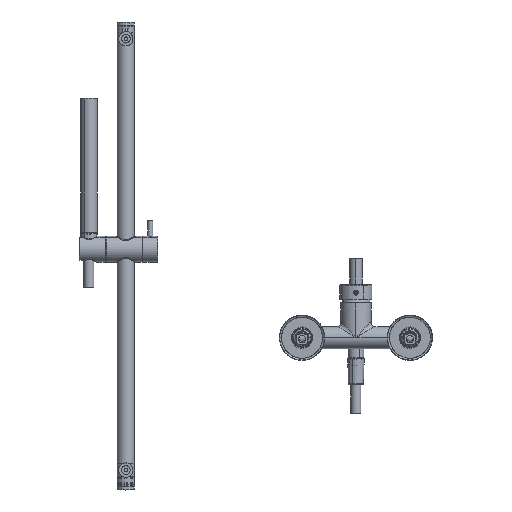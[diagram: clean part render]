
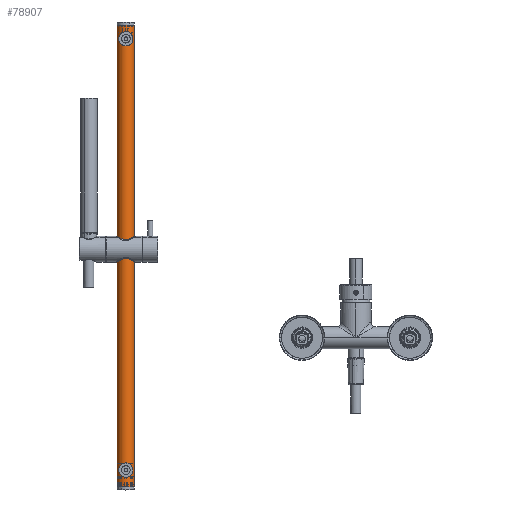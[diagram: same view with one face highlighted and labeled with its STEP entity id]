
A CAD part, front view. The second image highlights one B-rep face of the part: STEP entity #78907.
In plain terms, the highlighted cylindrical face has radius 12 mm (diameter 24 mm), a partial arc.
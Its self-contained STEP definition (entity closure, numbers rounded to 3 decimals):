
#78752=CARTESIAN_POINT('Axis2P3D Location',(-320.092,-7.,274.699)) ;
#78757=CARTESIAN_POINT('Line Origine',(-332.092,-7.,274.699)) ;
#78761=CARTESIAN_POINT('Vertex',(-332.092,-7.,435.199)) ;
#78763=CARTESIAN_POINT('Vertex',(-332.092,-7.,-206.801)) ;
#78766=CARTESIAN_POINT('Axis2P3D Location',(-320.092,-7.,-206.801)) ;
#78770=CARTESIAN_POINT('Vertex',(-308.092,-7.,-206.801)) ;
#78773=CARTESIAN_POINT('Line Origine',(-308.092,-7.,274.699)) ;
#78777=CARTESIAN_POINT('Vertex',(-308.092,-7.,435.199)) ;
#78780=CARTESIAN_POINT('Axis2P3D Location',(-320.092,-7.,435.199)) ;
#78791=CARTESIAN_POINT('Line Origine',(-315.092,-17.909,274.699)) ;
#78795=CARTESIAN_POINT('Vertex',(-315.092,-17.909,-183.551)) ;
#78797=CARTESIAN_POINT('Vertex',(-315.092,-17.909,-188.051)) ;
#78801=CARTESIAN_POINT('Control Point',(-325.092,-17.909,-188.051)) ;
#78802=CARTESIAN_POINT('Control Point',(-325.092,-17.909,-188.815)) ;
#78803=CARTESIAN_POINT('Control Point',(-324.946,-17.976,-189.578)) ;
#78804=CARTESIAN_POINT('Control Point',(-324.655,-18.109,-190.294)) ;
#78805=CARTESIAN_POINT('Control Point',(-323.769,-18.459,-191.676)) ;
#78806=CARTESIAN_POINT('Control Point',(-322.408,-18.814,-192.611)) ;
#78807=CARTESIAN_POINT('Control Point',(-321.566,-18.961,-192.955)) ;
#78808=CARTESIAN_POINT('Control Point',(-319.701,-19.082,-193.248)) ;
#78809=CARTESIAN_POINT('Control Point',(-317.898,-18.853,-192.697)) ;
#78810=CARTESIAN_POINT('Control Point',(-317.07,-18.65,-192.197)) ;
#78811=CARTESIAN_POINT('Control Point',(-315.974,-18.291,-191.136)) ;
#78812=CARTESIAN_POINT('Control Point',(-315.34,-18.023,-189.757)) ;
#78813=CARTESIAN_POINT('Control Point',(-315.175,-17.947,-189.201)) ;
#78814=CARTESIAN_POINT('Control Point',(-315.092,-17.909,-188.626)) ;
#78815=CARTESIAN_POINT('Control Point',(-315.092,-17.909,-188.051)) ;
#78816=CARTESIAN_POINT('Vertex',(-325.092,-17.909,-188.051)) ;
#78819=CARTESIAN_POINT('Line Origine',(-325.092,-17.909,274.699)) ;
#78823=CARTESIAN_POINT('Vertex',(-325.092,-17.909,-183.551)) ;
#78827=CARTESIAN_POINT('Control Point',(-315.092,-17.909,-183.551)) ;
#78828=CARTESIAN_POINT('Control Point',(-315.092,-17.909,-182.787)) ;
#78829=CARTESIAN_POINT('Control Point',(-315.238,-17.976,-182.024)) ;
#78830=CARTESIAN_POINT('Control Point',(-315.529,-18.109,-181.308)) ;
#78831=CARTESIAN_POINT('Control Point',(-316.415,-18.459,-179.926)) ;
#78832=CARTESIAN_POINT('Control Point',(-317.775,-18.814,-178.99)) ;
#78833=CARTESIAN_POINT('Control Point',(-318.617,-18.961,-178.646)) ;
#78834=CARTESIAN_POINT('Control Point',(-320.483,-19.082,-178.354)) ;
#78835=CARTESIAN_POINT('Control Point',(-322.286,-18.853,-178.905)) ;
#78836=CARTESIAN_POINT('Control Point',(-323.114,-18.65,-179.405)) ;
#78837=CARTESIAN_POINT('Control Point',(-324.209,-18.291,-180.466)) ;
#78838=CARTESIAN_POINT('Control Point',(-324.844,-18.023,-181.845)) ;
#78839=CARTESIAN_POINT('Control Point',(-325.009,-17.947,-182.401)) ;
#78840=CARTESIAN_POINT('Control Point',(-325.092,-17.909,-182.976)) ;
#78841=CARTESIAN_POINT('Control Point',(-325.092,-17.909,-183.551)) ;
#78849=CARTESIAN_POINT('Line Origine',(-325.092,-17.909,274.699)) ;
#78853=CARTESIAN_POINT('Vertex',(-325.092,-17.909,416.449)) ;
#78855=CARTESIAN_POINT('Vertex',(-325.092,-17.909,411.949)) ;
#78859=CARTESIAN_POINT('Control Point',(-325.092,-17.909,416.449)) ;
#78860=CARTESIAN_POINT('Control Point',(-325.092,-17.909,417.213)) ;
#78861=CARTESIAN_POINT('Control Point',(-324.946,-17.976,417.976)) ;
#78862=CARTESIAN_POINT('Control Point',(-324.655,-18.109,418.692)) ;
#78863=CARTESIAN_POINT('Control Point',(-323.769,-18.459,420.074)) ;
#78864=CARTESIAN_POINT('Control Point',(-322.408,-18.814,421.01)) ;
#78865=CARTESIAN_POINT('Control Point',(-321.566,-18.961,421.354)) ;
#78866=CARTESIAN_POINT('Control Point',(-319.701,-19.082,421.646)) ;
#78867=CARTESIAN_POINT('Control Point',(-317.898,-18.853,421.095)) ;
#78868=CARTESIAN_POINT('Control Point',(-317.07,-18.65,420.595)) ;
#78869=CARTESIAN_POINT('Control Point',(-315.974,-18.291,419.534)) ;
#78870=CARTESIAN_POINT('Control Point',(-315.34,-18.023,418.155)) ;
#78871=CARTESIAN_POINT('Control Point',(-315.175,-17.947,417.599)) ;
#78872=CARTESIAN_POINT('Control Point',(-315.092,-17.909,417.024)) ;
#78873=CARTESIAN_POINT('Control Point',(-315.092,-17.909,416.449)) ;
#78874=CARTESIAN_POINT('Vertex',(-315.092,-17.909,416.449)) ;
#78877=CARTESIAN_POINT('Line Origine',(-315.092,-17.909,274.699)) ;
#78881=CARTESIAN_POINT('Vertex',(-315.092,-17.909,411.949)) ;
#78885=CARTESIAN_POINT('Control Point',(-315.092,-17.909,411.949)) ;
#78886=CARTESIAN_POINT('Control Point',(-315.092,-17.909,411.185)) ;
#78887=CARTESIAN_POINT('Control Point',(-315.238,-17.976,410.422)) ;
#78888=CARTESIAN_POINT('Control Point',(-315.529,-18.109,409.706)) ;
#78889=CARTESIAN_POINT('Control Point',(-316.415,-18.459,408.324)) ;
#78890=CARTESIAN_POINT('Control Point',(-317.775,-18.814,407.389)) ;
#78891=CARTESIAN_POINT('Control Point',(-318.617,-18.961,407.045)) ;
#78892=CARTESIAN_POINT('Control Point',(-320.483,-19.082,406.752)) ;
#78893=CARTESIAN_POINT('Control Point',(-322.286,-18.853,407.303)) ;
#78894=CARTESIAN_POINT('Control Point',(-323.114,-18.65,407.803)) ;
#78895=CARTESIAN_POINT('Control Point',(-324.209,-18.291,408.864)) ;
#78896=CARTESIAN_POINT('Control Point',(-324.844,-18.023,410.243)) ;
#78897=CARTESIAN_POINT('Control Point',(-325.009,-17.947,410.799)) ;
#78898=CARTESIAN_POINT('Control Point',(-325.092,-17.909,411.374)) ;
#78899=CARTESIAN_POINT('Control Point',(-325.092,-17.909,411.949)) ;
#78759=VECTOR('Line Direction',#78758,1.) ;
#78775=VECTOR('Line Direction',#78774,1.) ;
#78793=VECTOR('Line Direction',#78792,1.) ;
#78821=VECTOR('Line Direction',#78820,1.) ;
#78851=VECTOR('Line Direction',#78850,1.) ;
#78879=VECTOR('Line Direction',#78878,1.) ;
#78753=DIRECTION('Axis2P3D Direction',(0.,0.,1.)) ;
#78754=DIRECTION('Axis2P3D XDirection',(1.,0.,0.)) ;
#78758=DIRECTION('Vector Direction',(0.,0.,1.)) ;
#78767=DIRECTION('Axis2P3D Direction',(0.,0.,1.)) ;
#78774=DIRECTION('Vector Direction',(0.,0.,1.)) ;
#78781=DIRECTION('Axis2P3D Direction',(0.,0.,1.)) ;
#78792=DIRECTION('Vector Direction',(0.,0.,1.)) ;
#78820=DIRECTION('Vector Direction',(0.,0.,1.)) ;
#78850=DIRECTION('Vector Direction',(0.,0.,1.)) ;
#78878=DIRECTION('Vector Direction',(0.,0.,1.)) ;
#78755=AXIS2_PLACEMENT_3D('Cylinder Axis2P3D',#78752,#78753,#78754) ;
#78768=AXIS2_PLACEMENT_3D('Circle Axis2P3D',#78766,#78767,$) ;
#78782=AXIS2_PLACEMENT_3D('Circle Axis2P3D',#78780,#78781,$) ;
#78760=LINE('Line',#78757,#78759) ;
#78776=LINE('Line',#78773,#78775) ;
#78794=LINE('Line',#78791,#78793) ;
#78822=LINE('Line',#78819,#78821) ;
#78852=LINE('Line',#78849,#78851) ;
#78880=LINE('Line',#78877,#78879) ;
#78769=CIRCLE('generated circle',#78768,12.) ;
#78783=CIRCLE('generated circle',#78782,12.) ;
#78756=CYLINDRICAL_SURFACE('generated cylinder',#78755,12.) ;
#78848=FACE_BOUND('',#78843,.T.) ;
#78906=FACE_BOUND('',#78901,.T.) ;
#78765=EDGE_CURVE('',#78762,#78764,#78760,.F.) ;
#78772=EDGE_CURVE('',#78764,#78771,#78769,.T.) ;
#78779=EDGE_CURVE('',#78778,#78771,#78776,.F.) ;
#78784=EDGE_CURVE('',#78762,#78778,#78783,.T.) ;
#78799=EDGE_CURVE('',#78796,#78798,#78794,.F.) ;
#78818=EDGE_CURVE('',#78817,#78798,#78800,.T.) ;
#78825=EDGE_CURVE('',#78817,#78824,#78822,.T.) ;
#78842=EDGE_CURVE('',#78796,#78824,#78826,.T.) ;
#78857=EDGE_CURVE('',#78854,#78856,#78852,.F.) ;
#78876=EDGE_CURVE('',#78854,#78875,#78858,.T.) ;
#78883=EDGE_CURVE('',#78882,#78875,#78880,.T.) ;
#78900=EDGE_CURVE('',#78882,#78856,#78884,.T.) ;
#78786=ORIENTED_EDGE('',*,*,#78765,.T.) ;
#78787=ORIENTED_EDGE('',*,*,#78772,.T.) ;
#78788=ORIENTED_EDGE('',*,*,#78779,.F.) ;
#78789=ORIENTED_EDGE('',*,*,#78784,.F.) ;
#78844=ORIENTED_EDGE('',*,*,#78799,.T.) ;
#78845=ORIENTED_EDGE('',*,*,#78818,.F.) ;
#78846=ORIENTED_EDGE('',*,*,#78825,.T.) ;
#78847=ORIENTED_EDGE('',*,*,#78842,.F.) ;
#78902=ORIENTED_EDGE('',*,*,#78857,.F.) ;
#78903=ORIENTED_EDGE('',*,*,#78876,.T.) ;
#78904=ORIENTED_EDGE('',*,*,#78883,.F.) ;
#78905=ORIENTED_EDGE('',*,*,#78900,.T.) ;
#78785=EDGE_LOOP('',(#78786,#78787,#78788,#78789)) ;
#78843=EDGE_LOOP('',(#78844,#78845,#78846,#78847)) ;
#78901=EDGE_LOOP('',(#78902,#78903,#78904,#78905)) ;
#78762=VERTEX_POINT('',#78761) ;
#78764=VERTEX_POINT('',#78763) ;
#78771=VERTEX_POINT('',#78770) ;
#78778=VERTEX_POINT('',#78777) ;
#78796=VERTEX_POINT('',#78795) ;
#78798=VERTEX_POINT('',#78797) ;
#78817=VERTEX_POINT('',#78816) ;
#78824=VERTEX_POINT('',#78823) ;
#78854=VERTEX_POINT('',#78853) ;
#78856=VERTEX_POINT('',#78855) ;
#78875=VERTEX_POINT('',#78874) ;
#78882=VERTEX_POINT('',#78881) ;
#78907=ADVANCED_FACE('Product1_AllCATPart.2\\Product1_AllCATPart.2\\PR.0408.10_AllCATPart.1\\P46108.1\\PartBody',(#78790,#78848,#78906),#78756,.T.) ;
#78800=B_SPLINE_CURVE_WITH_KNOTS('',5,(#78801,#78802,#78803,#78804,#78805,#78806,#78807,#78808,#78809,#78810,#78811,#78812,#78813,#78814,#78815),.UNSPECIFIED.,.F.,.U.,(6,3,3,3,6),(0.,5.399,11.68,18.408,22.475),.UNSPECIFIED.) ;
#78826=B_SPLINE_CURVE_WITH_KNOTS('',5,(#78827,#78828,#78829,#78830,#78831,#78832,#78833,#78834,#78835,#78836,#78837,#78838,#78839,#78840,#78841),.UNSPECIFIED.,.F.,.U.,(6,3,3,3,6),(0.,5.399,11.68,18.408,22.475),.UNSPECIFIED.) ;
#78858=B_SPLINE_CURVE_WITH_KNOTS('',5,(#78859,#78860,#78861,#78862,#78863,#78864,#78865,#78866,#78867,#78868,#78869,#78870,#78871,#78872,#78873),.UNSPECIFIED.,.F.,.U.,(6,3,3,3,6),(0.,5.399,11.68,18.408,22.475),.UNSPECIFIED.) ;
#78884=B_SPLINE_CURVE_WITH_KNOTS('',5,(#78885,#78886,#78887,#78888,#78889,#78890,#78891,#78892,#78893,#78894,#78895,#78896,#78897,#78898,#78899),.UNSPECIFIED.,.F.,.U.,(6,3,3,3,6),(0.,5.399,11.68,18.408,22.475),.UNSPECIFIED.) ;
#78790=FACE_OUTER_BOUND('',#78785,.T.) ;
